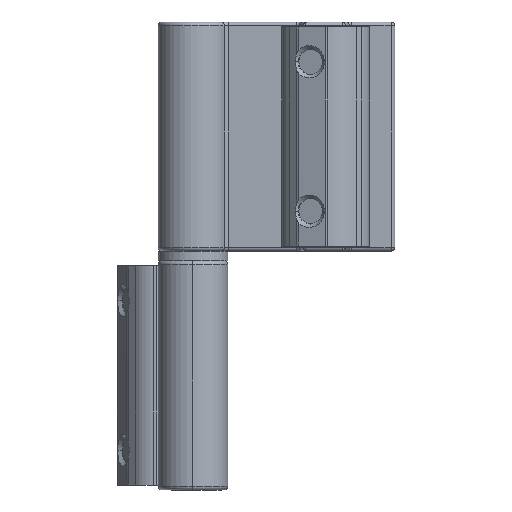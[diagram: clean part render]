
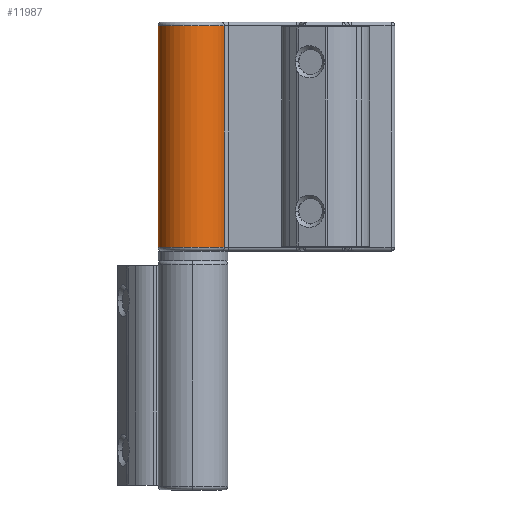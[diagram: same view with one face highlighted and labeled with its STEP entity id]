
A CAD part, front view. The second image highlights one B-rep face of the part: STEP entity #11987.
In plain terms, the highlighted cylindrical face has radius 7 mm (diameter 14 mm), a partial arc.
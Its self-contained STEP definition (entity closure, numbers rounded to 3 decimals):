
#555 = ORIENTED_EDGE ( 'NONE', *, *, #12249, .T. ) ;
#773 = DIRECTION ( 'NONE',  ( 0., 0., -1. ) ) ;
#1012 = DIRECTION ( 'NONE',  ( 0., 0., -1. ) ) ;
#1205 = DIRECTION ( 'NONE',  ( 0., 0., -1. ) ) ;
#1295 = VERTEX_POINT ( 'NONE', #8559 ) ;
#1327 = ORIENTED_EDGE ( 'NONE', *, *, #10156, .T. ) ;
#1957 = CYLINDRICAL_SURFACE ( 'NONE', #9097, 7. ) ;
#2058 = VECTOR ( 'NONE', #1205, 1000. ) ;
#2633 = DIRECTION ( 'NONE',  ( 0., 0., 1. ) ) ;
#3111 = EDGE_CURVE ( 'NONE', #10201, #6306, #5340, .T. ) ;
#4262 = EDGE_LOOP ( 'NONE', ( #5299, #1327, #555, #10405 ) ) ;
#4589 = DIRECTION ( 'NONE',  ( -1., 0., 0. ) ) ;
#4604 = CARTESIAN_POINT ( 'NONE',  ( -7., 5.4, -45.238 ) ) ;
#5299 = ORIENTED_EDGE ( 'NONE', *, *, #3111, .T. ) ;
#5340 = CIRCLE ( 'NONE', #7360, 7. ) ;
#5487 = CARTESIAN_POINT ( 'NONE',  ( -7., 5.4, -0.762 ) ) ;
#5784 = CARTESIAN_POINT ( 'NONE',  ( 0., 5.4, 0. ) ) ;
#6078 = CIRCLE ( 'NONE', #8910, 7. ) ;
#6306 = VERTEX_POINT ( 'NONE', #5487 ) ;
#6409 = DIRECTION ( 'NONE',  ( -1., 0., 0. ) ) ;
#6598 = CARTESIAN_POINT ( 'NONE',  ( 0., 5.4, -45.238 ) ) ;
#6755 = VECTOR ( 'NONE', #10758, 1000. ) ;
#6903 = LINE ( 'NONE', #8874, #6755 ) ;
#7360 = AXIS2_PLACEMENT_3D ( 'NONE', #11096, #773, #4589 ) ;
#8540 = VERTEX_POINT ( 'NONE', #4604 ) ;
#8559 = CARTESIAN_POINT ( 'NONE',  ( 6.295, 2.337, -45.238 ) ) ;
#8874 = CARTESIAN_POINT ( 'NONE',  ( 6.295, 2.337, 0. ) ) ;
#8910 = AXIS2_PLACEMENT_3D ( 'NONE', #6598, #2633, #6409 ) ;
#9097 = AXIS2_PLACEMENT_3D ( 'NONE', #5784, #1012, #9887 ) ;
#9496 = EDGE_CURVE ( 'NONE', #10201, #1295, #6903, .T. ) ;
#9779 = CARTESIAN_POINT ( 'NONE',  ( -7., 5.4, 0. ) ) ;
#9887 = DIRECTION ( 'NONE',  ( -1., 0., 0. ) ) ;
#10156 = EDGE_CURVE ( 'NONE', #6306, #8540, #11785, .T. ) ;
#10201 = VERTEX_POINT ( 'NONE', #11542 ) ;
#10405 = ORIENTED_EDGE ( 'NONE', *, *, #9496, .F. ) ;
#10758 = DIRECTION ( 'NONE',  ( 0., 0., -1. ) ) ;
#11096 = CARTESIAN_POINT ( 'NONE',  ( 0., 5.4, -0.762 ) ) ;
#11542 = CARTESIAN_POINT ( 'NONE',  ( 6.295, 2.337, -0.762 ) ) ;
#11774 = FACE_OUTER_BOUND ( 'NONE', #4262, .T. ) ;
#11785 = LINE ( 'NONE', #9779, #2058 ) ;
#11987 = ADVANCED_FACE ( 'NONE', ( #11774 ), #1957, .T. ) ;
#12249 = EDGE_CURVE ( 'NONE', #8540, #1295, #6078, .T. ) ;
